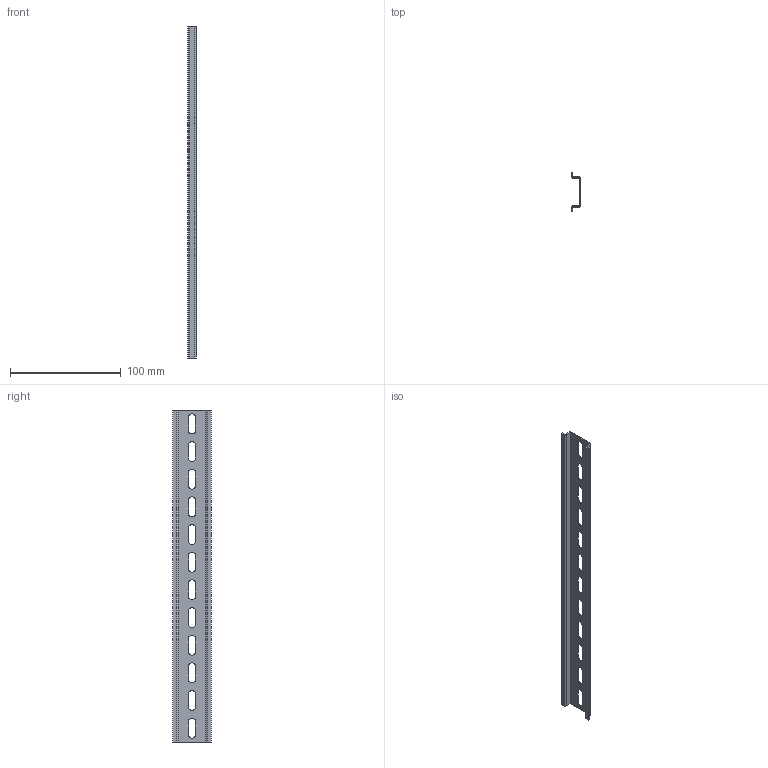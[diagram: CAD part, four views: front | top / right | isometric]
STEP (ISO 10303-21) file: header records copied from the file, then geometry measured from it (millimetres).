
FILE_DESCRIPTION (( 'STEP AP203' ), '1' );
FILE_NAME ('8961K89_Steel DIN 3 Rail.STEP', '2022-04-18T13:45:06', ( 'Administrator' ), ( 'Managed by Terraform' ), 'SwSTEP 2.0', 'SolidWorks 2017', '' );
FILE_SCHEMA (( 'CONFIG_CONTROL_DESIGN' ));
Length unit declared in the file: millimetre
Products named in the file (1): 8961K89_Steel DIN 3 Rail
Bounding box: 7.5 x 35 x 300.04 mm (x, y, z)
Volume: 12756.9 mm3; surface area: 26725.6 mm2
Topology: 1 solids, 1 shells, 82 faces, 240 edges, 160 vertices
Faces by surface type: cylinder 44, plane 38
Entity records: 2877 total; most frequent: DIRECTION 494, CARTESIAN_POINT 483, ORIENTED_EDGE 480, EDGE_CURVE 240, AXIS2_PLACEMENT_3D 171, VERTEX_POINT 160, VECTOR 152, LINE 152
